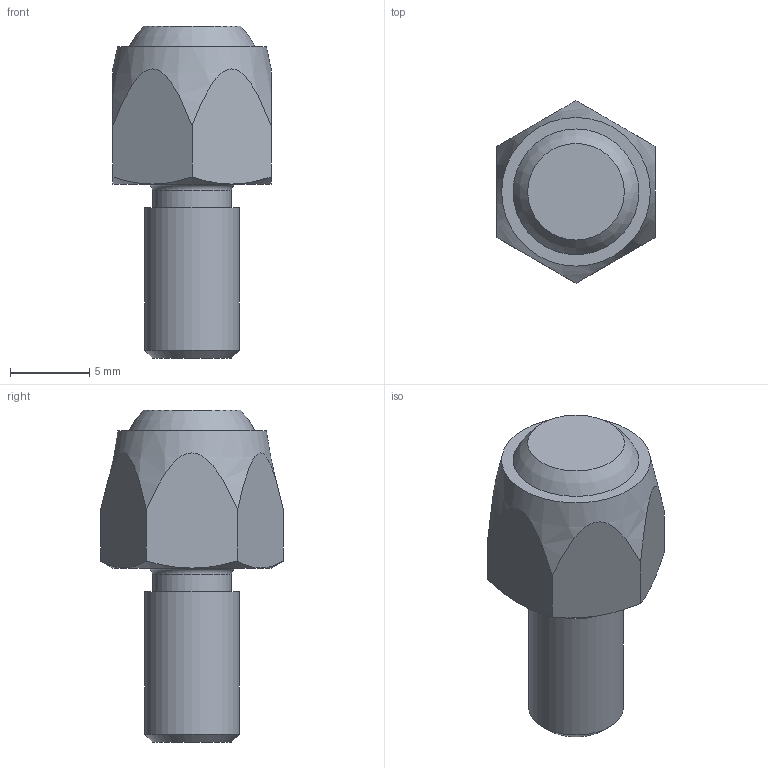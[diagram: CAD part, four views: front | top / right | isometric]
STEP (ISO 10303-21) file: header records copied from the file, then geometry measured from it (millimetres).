
FILE_DESCRIPTION( ( 'Unknown' ), '1' );
FILE_NAME( 'PT01-0610.stp', 'Unknown', ( 'Unknown' ), ( 'Unknown' ), 'XStep 1.0', 'Unknown', ' ' );
FILE_SCHEMA( ( 'CONFIG_CONTROL_DESIGN' ) );
Length unit declared in the file: millimetre
Products named in the file (1): 1
Bounding box: 10 x 11.55 x 21 mm (x, y, z)
Volume: 1073.9 mm3; surface area: 670.6 mm2
Topology: 1 solids, 1 shells, 23 faces, 48 edges, 30 vertices
Faces by surface type: plane 11, cone 8, cylinder 2, torus 1, sphere 1
Full cylindrical faces by diameter (mm): 5 x1, 6 x1
Entity records: 786 total; most frequent: CARTESIAN_POINT 316, DIRECTION 84, ORIENTED_EDGE 78, AXIS2_PLACEMENT_3D 39, EDGE_CURVE 39, EDGE_LOOP 32, FACE_OUTER_BOUND 27, VERTEX_POINT 27
